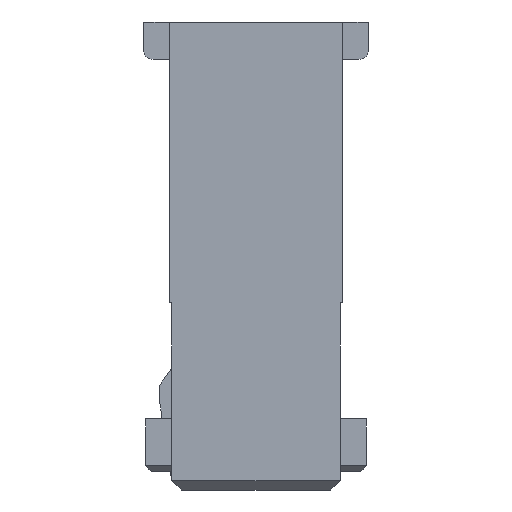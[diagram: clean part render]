
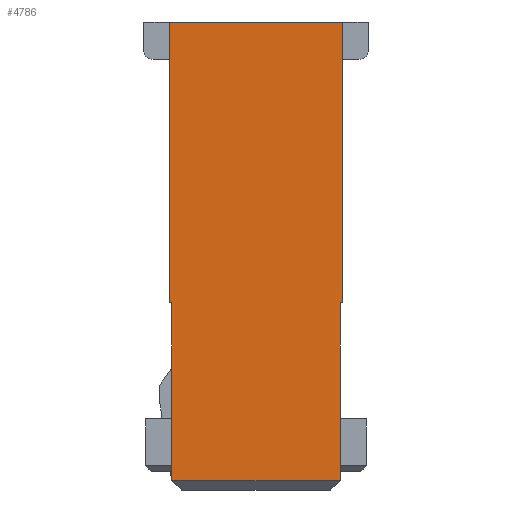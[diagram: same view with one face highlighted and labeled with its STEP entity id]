
A CAD part, left-side view. The second image highlights one B-rep face of the part: STEP entity #4786.
In plain terms, the highlighted planar face has unit normal (-1, 0, 0).
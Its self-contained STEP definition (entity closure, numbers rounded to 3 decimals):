
#1078=ORIENTED_EDGE('',*,*,#1432,.T.);
#1079=ORIENTED_EDGE('',*,*,#1902,.T.);
#1080=ORIENTED_EDGE('',*,*,#1998,.T.);
#1081=ORIENTED_EDGE('',*,*,#1991,.T.);
#1082=ORIENTED_EDGE('',*,*,#1465,.T.);
#1083=ORIENTED_EDGE('',*,*,#1999,.T.);
#1084=ORIENTED_EDGE('',*,*,#1538,.T.);
#1085=ORIENTED_EDGE('',*,*,#1997,.T.);
#1432=EDGE_CURVE('',#2111,#2110,#2550,.T.);
#1465=EDGE_CURVE('',#2139,#2138,#2581,.T.);
#1538=EDGE_CURVE('',#2187,#2186,#2644,.T.);
#1902=EDGE_CURVE('',#2110,#2438,#3002,.T.);
#1991=EDGE_CURVE('',#2486,#2139,#3091,.T.);
#1997=EDGE_CURVE('',#2186,#2111,#3097,.T.);
#1998=EDGE_CURVE('',#2438,#2486,#3098,.T.);
#1999=EDGE_CURVE('',#2138,#2187,#3099,.T.);
#2110=VERTEX_POINT('',#6364);
#2111=VERTEX_POINT('',#6366);
#2138=VERTEX_POINT('',#6431);
#2139=VERTEX_POINT('',#6433);
#2186=VERTEX_POINT('',#6578);
#2187=VERTEX_POINT('',#6580);
#2438=VERTEX_POINT('',#7319);
#2486=VERTEX_POINT('',#7486);
#2550=LINE('',#6365,#3208);
#2581=LINE('',#6432,#3239);
#2644=LINE('',#6579,#3302);
#3002=LINE('',#7320,#3660);
#3091=LINE('',#7485,#3749);
#3097=LINE('',#7495,#3755);
#3098=LINE('',#7497,#3756);
#3099=LINE('',#7498,#3757);
#3208=VECTOR('',#5150,1000.);
#3239=VECTOR('',#5197,1000.);
#3302=VECTOR('',#5332,1000.);
#3660=VECTOR('',#5952,1000.);
#3749=VECTOR('',#6099,1000.);
#3755=VECTOR('',#6111,1000.);
#3756=VECTOR('',#6114,1000.);
#3757=VECTOR('',#6115,1000.);
#4042=EDGE_LOOP('',(#1078,#1079,#1080,#1081,#1082,#1083,#1084,#1085));
#4300=FACE_BOUND('',#4042,.T.);
#4541=PLANE('',#5065);
#4786=ADVANCED_FACE('',(#4300),#4541,.T.);
#5065=AXIS2_PLACEMENT_3D('',#7496,#6112,#6113);
#5150=DIRECTION('',(0.,0.,-1.));
#5197=DIRECTION('',(0.,0.,1.));
#5332=DIRECTION('',(0.,0.,-1.));
#5952=DIRECTION('',(0.,-1.,0.));
#6099=DIRECTION('',(0.,-1.,0.));
#6111=DIRECTION('',(0.,-1.,0.));
#6112=DIRECTION('',(-1.,0.,0.));
#6113=DIRECTION('',(0.,0.,1.));
#6114=DIRECTION('',(0.,0.,1.));
#6115=DIRECTION('',(0.,1.,0.));
#6364=CARTESIAN_POINT('',(-7.5,4.5,-12.));
#6365=CARTESIAN_POINT('',(-7.5,4.5,-2.5));
#6366=CARTESIAN_POINT('',(-7.5,4.5,-2.5));
#6431=CARTESIAN_POINT('',(-7.5,-4.625,12.5));
#6432=CARTESIAN_POINT('',(-7.5,-4.625,12.5));
#6433=CARTESIAN_POINT('',(-7.5,-4.625,-2.5));
#6578=CARTESIAN_POINT('',(-7.5,4.625,-2.5));
#6579=CARTESIAN_POINT('',(-7.5,4.625,12.5));
#6580=CARTESIAN_POINT('',(-7.5,4.625,12.5));
#7319=CARTESIAN_POINT('',(-7.5,-4.5,-12.));
#7320=CARTESIAN_POINT('',(-7.5,-4.5,-12.));
#7485=CARTESIAN_POINT('',(-7.5,-4.625,-2.5));
#7486=CARTESIAN_POINT('',(-7.5,-4.5,-2.5));
#7495=CARTESIAN_POINT('',(-7.5,4.625,-2.5));
#7496=CARTESIAN_POINT('',(-7.5,0.,0.));
#7497=CARTESIAN_POINT('',(-7.5,-4.5,-2.5));
#7498=CARTESIAN_POINT('',(-7.5,4.625,12.5));
